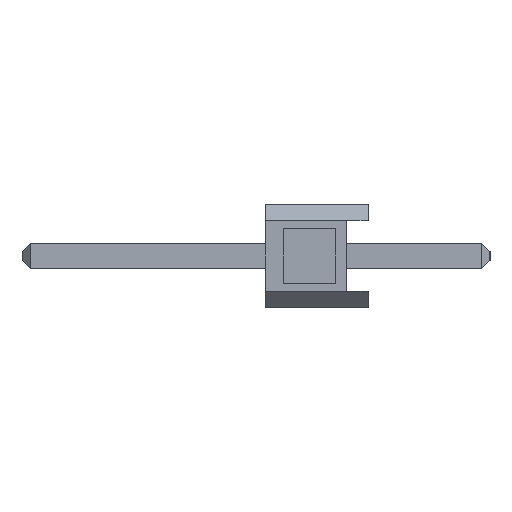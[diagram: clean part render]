
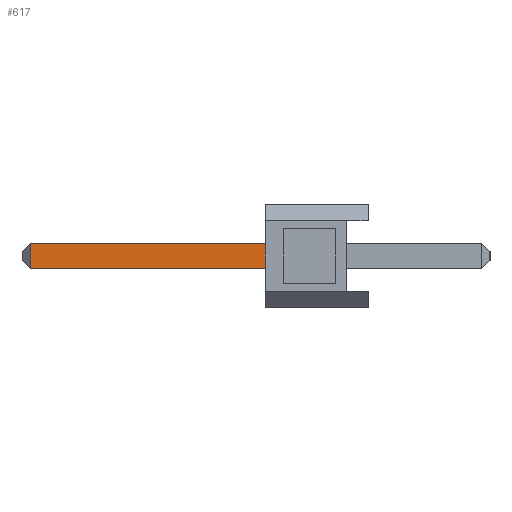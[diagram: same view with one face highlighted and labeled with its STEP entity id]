
A CAD part, left-side view. The second image highlights one B-rep face of the part: STEP entity #617.
In plain terms, the highlighted planar face has unit normal (-1, 0, 0).
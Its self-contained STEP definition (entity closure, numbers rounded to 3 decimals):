
#209 = LINE ( 'NONE', #1274, #973 ) ;
#255 = CARTESIAN_POINT ( 'NONE',  ( -0.32, -3., -0.32 ) ) ;
#299 = DIRECTION ( 'NONE',  ( 0., 0., -1. ) ) ;
#410 = VERTEX_POINT ( 'NONE', #1486 ) ;
#428 = DIRECTION ( 'NONE',  ( -1., 0., 0. ) ) ;
#611 = DIRECTION ( 'NONE',  ( 0., 1., 0. ) ) ;
#617 = ADVANCED_FACE ( 'NONE', ( #1109 ), #732, .T. ) ;
#711 = VECTOR ( 'NONE', #1582, 1000. ) ;
#726 = EDGE_CURVE ( 'NONE', #815, #410, #1426, .T. ) ;
#732 = PLANE ( 'NONE',  #1222 ) ;
#771 = ORIENTED_EDGE ( 'NONE', *, *, #726, .F. ) ;
#815 = VERTEX_POINT ( 'NONE', #1878 ) ;
#866 = EDGE_CURVE ( 'NONE', #1164, #1530, #1214, .T. ) ;
#933 = CARTESIAN_POINT ( 'NONE',  ( -0.32, 2.54, 0. ) ) ;
#973 = VECTOR ( 'NONE', #611, 1000. ) ;
#1109 = FACE_OUTER_BOUND ( 'NONE', #1367, .T. ) ;
#1164 = VERTEX_POINT ( 'NONE', #1189 ) ;
#1189 = CARTESIAN_POINT ( 'NONE',  ( -0.32, 8.34, 0.32 ) ) ;
#1214 = LINE ( 'NONE', #1732, #711 ) ;
#1222 = AXIS2_PLACEMENT_3D ( 'NONE', #255, #428, #1685 ) ;
#1274 = CARTESIAN_POINT ( 'NONE',  ( -0.32, -3., -0.32 ) ) ;
#1367 = EDGE_LOOP ( 'NONE', ( #1822, #1500, #1938, #771 ) ) ;
#1426 = LINE ( 'NONE', #933, #1974 ) ;
#1486 = CARTESIAN_POINT ( 'NONE',  ( -0.32, 2.54, -0.32 ) ) ;
#1500 = ORIENTED_EDGE ( 'NONE', *, *, #866, .T. ) ;
#1530 = VERTEX_POINT ( 'NONE', #1892 ) ;
#1542 = EDGE_CURVE ( 'NONE', #815, #1164, #1635, .T. ) ;
#1582 = DIRECTION ( 'NONE',  ( 0., 0., -1. ) ) ;
#1635 = LINE ( 'NONE', #1913, #1789 ) ;
#1685 = DIRECTION ( 'NONE',  ( 0., 0., 1. ) ) ;
#1732 = CARTESIAN_POINT ( 'NONE',  ( -0.32, 8.34, -0.32 ) ) ;
#1789 = VECTOR ( 'NONE', #1897, 1000. ) ;
#1822 = ORIENTED_EDGE ( 'NONE', *, *, #1542, .T. ) ;
#1878 = CARTESIAN_POINT ( 'NONE',  ( -0.32, 2.54, 0.32 ) ) ;
#1886 = EDGE_CURVE ( 'NONE', #410, #1530, #209, .T. ) ;
#1892 = CARTESIAN_POINT ( 'NONE',  ( -0.32, 8.34, -0.32 ) ) ;
#1897 = DIRECTION ( 'NONE',  ( 0., 1., 0. ) ) ;
#1913 = CARTESIAN_POINT ( 'NONE',  ( -0.32, -3., 0.32 ) ) ;
#1938 = ORIENTED_EDGE ( 'NONE', *, *, #1886, .F. ) ;
#1974 = VECTOR ( 'NONE', #299, 1000. ) ;
